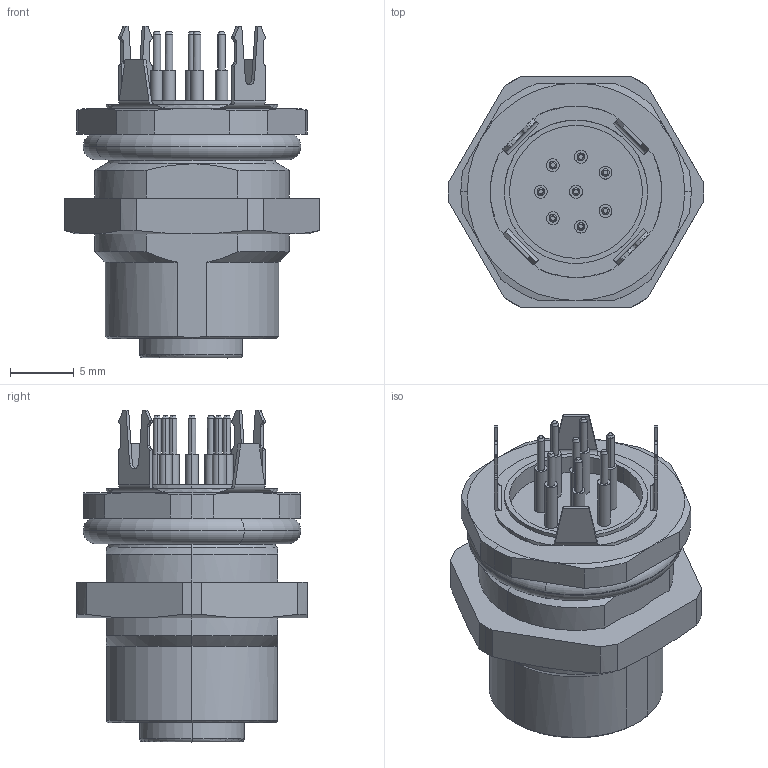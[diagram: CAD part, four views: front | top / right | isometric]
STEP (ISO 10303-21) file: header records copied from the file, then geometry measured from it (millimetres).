
FILE_DESCRIPTION(('CATIA V5R24 STEP','CAx-IF Rec.Pracs.--- Model Styling and Organization---1.2---2011-12-15'),'2;1');
FILE_NAME ('D1452157_0', '2017-04-19T05:52:43+00:00', ('Weidmueller Interface'), ('Weidmueller'), 'CATIA Version 5-6 Release 2014 SP4 HF52', 'CATIA V5 STEP AP214', 'none');
FILE_SCHEMA(('AUTOMOTIVE_DESIGN { 1 0 10303 214 1 1 1 1 }'));
Length unit declared in the file: millimetre
Products named in the file (1): v5-standard_part
Bounding box: 20 x 18 x 25.95 mm (x, y, z)
Volume: 3122 mm3; surface area: 3361.9 mm2
Topology: 5 solids, 5 shells, 408 faces, 984 edges, 618 vertices
Faces by surface type: cylinder 174, plane 110, cone 106, torus 18
Entity records: 12449 total; most frequent: CARTESIAN_POINT 3243, ORIENTED_EDGE 1968, DIRECTION 1631, EDGE_CURVE 984, AXIS2_PLACEMENT_3D 788, VERTEX_POINT 618, EDGE_LOOP 466, VECTOR 446
